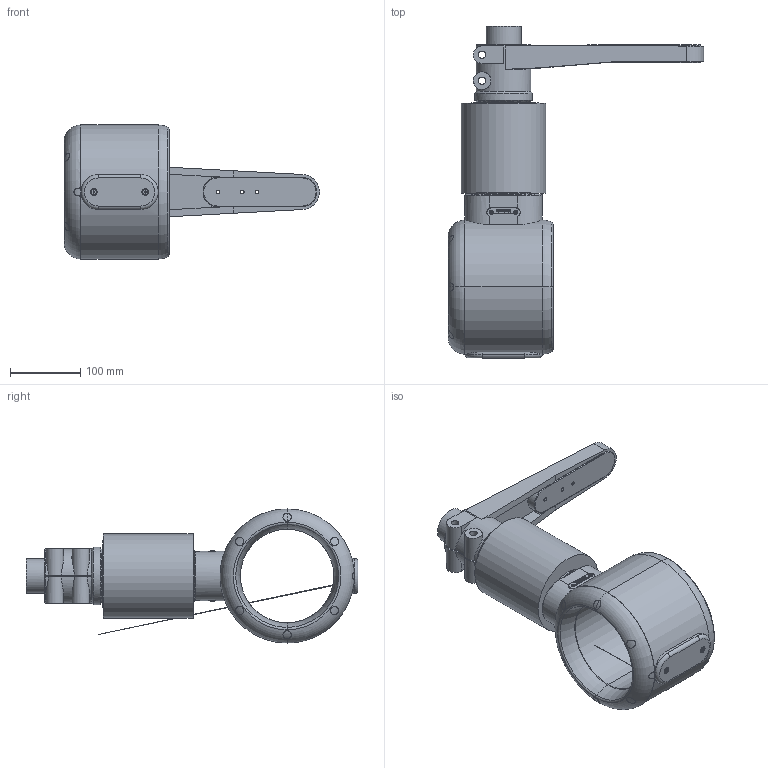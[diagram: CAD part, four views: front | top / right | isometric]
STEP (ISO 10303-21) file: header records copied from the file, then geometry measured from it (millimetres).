
FILE_DESCRIPTION (( 'STEP AP214' ), '1' );
FILE_NAME ('P-087-230-rev-B-133.STEP', '2024-09-19T07:34:14', ( '' ), ( '' ), 'SwSTEP 2.0', 'SolidWorks 2024', '' );
FILE_SCHEMA (( 'AUTOMOTIVE_DESIGN' ));
Length unit declared in the file: millimetre
Products named in the file (1): P-087-230-rev-B-133
Bounding box: 363.53 x 473 x 191 mm (x, y, z)
Volume: 4552196.8 mm3; surface area: 336381.5 mm2
Topology: 1 solids, 16 shells, 832 faces, 2071 edges, 1333 vertices
Faces by surface type: plane 495, cylinder 125, bspline 102, cone 58, torus 44, sphere 8
Full cylindrical faces by diameter (mm): 5.1 x3, 10.5 x4, 25 x2, 50 x1, 82 x1, 120 x1
Entity records: 39218 total; most frequent: CARTESIAN_POINT 11468, ORIENTED_EDGE 4062, DIRECTION 3349, EDGE_CURVE 2031, VERTEX_POINT 1321, AXIS2_PLACEMENT_3D 1147, LINE 1055, VECTOR 1055
